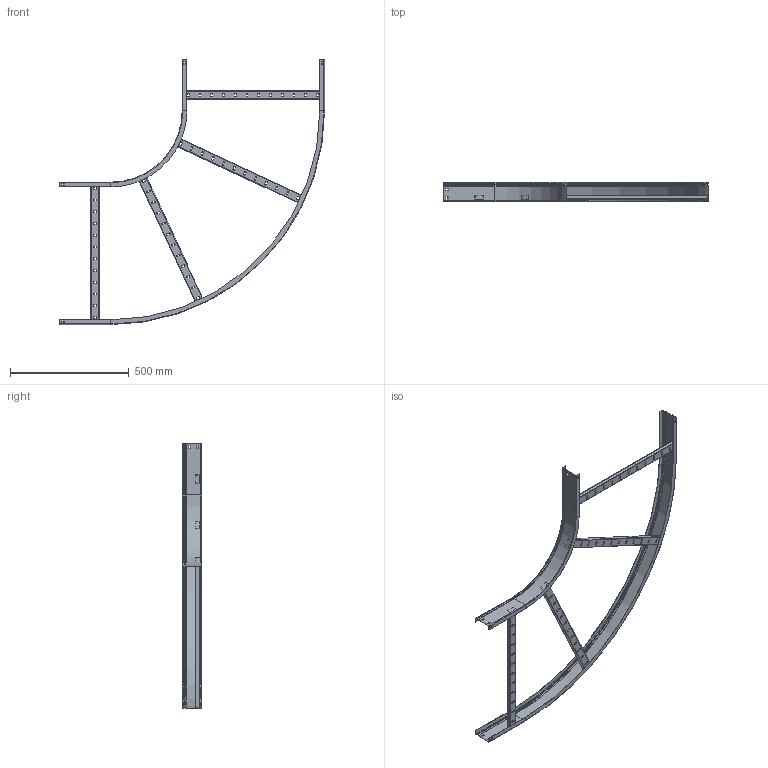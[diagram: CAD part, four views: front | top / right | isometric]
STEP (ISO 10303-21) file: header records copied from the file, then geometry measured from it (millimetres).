
FILE_DESCRIPTION (( 'STEP AP214' ), '1' );
FILE_NAME ('CPG04-4--09.STEP', '2021-03-08T15:40:35', ( '' ), ( '' ), 'SwSTEP 2.0', 'SolidWorks 2017', '' );
FILE_SCHEMA (( 'AUTOMOTIVE_DESIGN' ));
Length unit declared in the file: millimetre
Products named in the file (4): ÊÈÂÀ 095.00.02 Ïëàíêà ïîïåðå÷íàÿ_00_-05; 嗜吕 195.05.02 祟礞屦铐 铗忮蝽_01_-09; CPG04-4--09; 岓臍 195.05.01 呧翲歑鍙 摳賧禖嶱00_-01
Assembly tree (6 placements, depth 2):
  CPG04-4--09
    岓臍 195.05.01 呧翲歑鍙 摳賧禖嶱00_-01
    ÊÈÂÀ 095.00.02 Ïëàíêà ïîïåðå÷íàÿ_00_-05  x4
    嗜吕 195.05.02 祟礞屦铐 铗忮蝽_01_-09
Bounding box: 1117 x 80 x 1117 mm (x, y, z)
Volume: 626347.4 mm3; surface area: 1060308.5 mm2
Topology: 6 solids, 6 shells, 582 faces, 1402 edges, 832 vertices
Faces by surface type: plane 368, cylinder 184, torus 22, cone 8
Entity records: 9122 total; most frequent: DIRECTION 1610, CARTESIAN_POINT 1499, ORIENTED_EDGE 1484, EDGE_CURVE 742, VECTOR 540, LINE 540, AXIS2_PLACEMENT_3D 535, VERTEX_POINT 424
